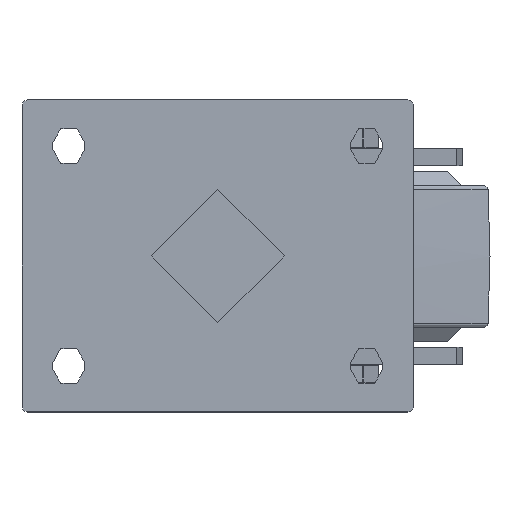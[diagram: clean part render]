
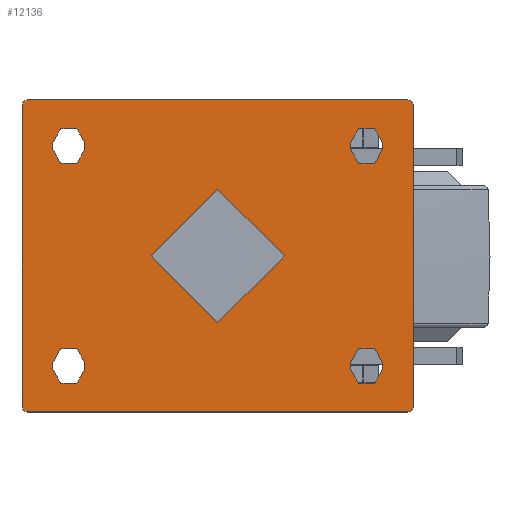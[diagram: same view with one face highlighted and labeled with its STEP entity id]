
A CAD part, top view. The second image highlights one B-rep face of the part: STEP entity #12136.
In plain terms, the highlighted planar face has unit normal (0, 0, 1).
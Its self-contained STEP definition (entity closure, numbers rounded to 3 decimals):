
#434=FACE_BOUND('',#1742,.T.);
#435=FACE_BOUND('',#1743,.T.);
#436=FACE_BOUND('',#1744,.T.);
#437=FACE_BOUND('',#1745,.T.);
#438=FACE_BOUND('',#1746,.T.);
#531=PLANE('',#13067);
#1014=FACE_OUTER_BOUND('',#1741,.T.);
#1741=EDGE_LOOP('',(#8426,#8427,#8428,#8429,#8430,#8431,#8432,#8433));
#1742=EDGE_LOOP('',(#8434));
#1743=EDGE_LOOP('',(#8435,#8436,#8437,#8438));
#1744=EDGE_LOOP('',(#8439,#8440,#8441,#8442));
#1745=EDGE_LOOP('',(#8443,#8444,#8445,#8446));
#1746=EDGE_LOOP('',(#8447,#8448,#8449,#8450));
#2537=CIRCLE('',#13052,23.5);
#2542=CIRCLE('',#13068,2.);
#2543=CIRCLE('',#13069,2.);
#2544=CIRCLE('',#13070,2.);
#2545=CIRCLE('',#13071,2.);
#2546=CIRCLE('',#13072,5.625);
#2547=CIRCLE('',#13073,5.625);
#2548=CIRCLE('',#13074,5.625);
#2549=CIRCLE('',#13075,5.625);
#2550=CIRCLE('',#13076,5.625);
#2551=CIRCLE('',#13077,5.625);
#2552=CIRCLE('',#13078,5.625);
#2553=CIRCLE('',#13079,5.625);
#3578=LINE('',#23341,#4369);
#3579=LINE('',#23345,#4370);
#3580=LINE('',#23349,#4371);
#3581=LINE('',#23352,#4372);
#3582=LINE('',#23355,#4373);
#3583=LINE('',#23359,#4374);
#3584=LINE('',#23363,#4375);
#3585=LINE('',#23367,#4376);
#3586=LINE('',#23371,#4377);
#3587=LINE('',#23375,#4378);
#3588=LINE('',#23379,#4379);
#3589=LINE('',#23383,#4380);
#4369=VECTOR('',#14367,1000.);
#4370=VECTOR('',#14370,1000.);
#4371=VECTOR('',#14373,1000.);
#4372=VECTOR('',#14376,1000.);
#4373=VECTOR('',#14377,1000.);
#4374=VECTOR('',#14380,1000.);
#4375=VECTOR('',#14383,1000.);
#4376=VECTOR('',#14386,1000.);
#4377=VECTOR('',#14389,1000.);
#4378=VECTOR('',#14392,1000.);
#4379=VECTOR('',#14395,1000.);
#4380=VECTOR('',#14398,1000.);
#5178=VERTEX_POINT('',#19225);
#5226=VERTEX_POINT('',#23337);
#5227=VERTEX_POINT('',#23338);
#5228=VERTEX_POINT('',#23340);
#5229=VERTEX_POINT('',#23342);
#5230=VERTEX_POINT('',#23344);
#5231=VERTEX_POINT('',#23346);
#5232=VERTEX_POINT('',#23348);
#5233=VERTEX_POINT('',#23350);
#5234=VERTEX_POINT('',#23353);
#5235=VERTEX_POINT('',#23354);
#5236=VERTEX_POINT('',#23356);
#5237=VERTEX_POINT('',#23358);
#5238=VERTEX_POINT('',#23361);
#5239=VERTEX_POINT('',#23362);
#5240=VERTEX_POINT('',#23364);
#5241=VERTEX_POINT('',#23366);
#5242=VERTEX_POINT('',#23369);
#5243=VERTEX_POINT('',#23370);
#5244=VERTEX_POINT('',#23372);
#5245=VERTEX_POINT('',#23374);
#5246=VERTEX_POINT('',#23377);
#5247=VERTEX_POINT('',#23378);
#5248=VERTEX_POINT('',#23380);
#5249=VERTEX_POINT('',#23382);
#6388=EDGE_CURVE('',#5178,#5178,#2537,.T.);
#6464=EDGE_CURVE('',#5226,#5227,#2542,.T.);
#6465=EDGE_CURVE('',#5228,#5226,#3578,.T.);
#6466=EDGE_CURVE('',#5229,#5228,#2543,.T.);
#6467=EDGE_CURVE('',#5230,#5229,#3579,.T.);
#6468=EDGE_CURVE('',#5231,#5230,#2544,.T.);
#6469=EDGE_CURVE('',#5232,#5231,#3580,.T.);
#6470=EDGE_CURVE('',#5232,#5233,#2545,.T.);
#6471=EDGE_CURVE('',#5227,#5233,#3581,.T.);
#6472=EDGE_CURVE('',#5234,#5235,#3582,.T.);
#6473=EDGE_CURVE('',#5235,#5236,#2546,.T.);
#6474=EDGE_CURVE('',#5236,#5237,#3583,.T.);
#6475=EDGE_CURVE('',#5237,#5234,#2547,.T.);
#6476=EDGE_CURVE('',#5238,#5239,#3584,.T.);
#6477=EDGE_CURVE('',#5239,#5240,#2548,.T.);
#6478=EDGE_CURVE('',#5240,#5241,#3585,.T.);
#6479=EDGE_CURVE('',#5241,#5238,#2549,.T.);
#6480=EDGE_CURVE('',#5242,#5243,#3586,.T.);
#6481=EDGE_CURVE('',#5243,#5244,#2550,.T.);
#6482=EDGE_CURVE('',#5244,#5245,#3587,.T.);
#6483=EDGE_CURVE('',#5245,#5242,#2551,.T.);
#6484=EDGE_CURVE('',#5246,#5247,#3588,.T.);
#6485=EDGE_CURVE('',#5247,#5248,#2552,.T.);
#6486=EDGE_CURVE('',#5248,#5249,#3589,.T.);
#6487=EDGE_CURVE('',#5249,#5246,#2553,.T.);
#8426=ORIENTED_EDGE('',*,*,#6464,.F.);
#8427=ORIENTED_EDGE('',*,*,#6465,.F.);
#8428=ORIENTED_EDGE('',*,*,#6466,.F.);
#8429=ORIENTED_EDGE('',*,*,#6467,.F.);
#8430=ORIENTED_EDGE('',*,*,#6468,.F.);
#8431=ORIENTED_EDGE('',*,*,#6469,.F.);
#8432=ORIENTED_EDGE('',*,*,#6470,.T.);
#8433=ORIENTED_EDGE('',*,*,#6471,.F.);
#8434=ORIENTED_EDGE('',*,*,#6388,.T.);
#8435=ORIENTED_EDGE('',*,*,#6472,.T.);
#8436=ORIENTED_EDGE('',*,*,#6473,.T.);
#8437=ORIENTED_EDGE('',*,*,#6474,.T.);
#8438=ORIENTED_EDGE('',*,*,#6475,.T.);
#8439=ORIENTED_EDGE('',*,*,#6476,.T.);
#8440=ORIENTED_EDGE('',*,*,#6477,.T.);
#8441=ORIENTED_EDGE('',*,*,#6478,.T.);
#8442=ORIENTED_EDGE('',*,*,#6479,.T.);
#8443=ORIENTED_EDGE('',*,*,#6480,.T.);
#8444=ORIENTED_EDGE('',*,*,#6481,.T.);
#8445=ORIENTED_EDGE('',*,*,#6482,.T.);
#8446=ORIENTED_EDGE('',*,*,#6483,.T.);
#8447=ORIENTED_EDGE('',*,*,#6484,.T.);
#8448=ORIENTED_EDGE('',*,*,#6485,.T.);
#8449=ORIENTED_EDGE('',*,*,#6486,.T.);
#8450=ORIENTED_EDGE('',*,*,#6487,.T.);
#12136=ADVANCED_FACE('',(#1014,#434,#435,#436,#437,#438),#531,.T.);
#13052=AXIS2_PLACEMENT_3D('',#19226,#14328,#14329);
#13067=AXIS2_PLACEMENT_3D('',#23336,#14363,#14364);
#13068=AXIS2_PLACEMENT_3D('',#23339,#14365,#14366);
#13069=AXIS2_PLACEMENT_3D('',#23343,#14368,#14369);
#13070=AXIS2_PLACEMENT_3D('',#23347,#14371,#14372);
#13071=AXIS2_PLACEMENT_3D('',#23351,#14374,#14375);
#13072=AXIS2_PLACEMENT_3D('',#23357,#14378,#14379);
#13073=AXIS2_PLACEMENT_3D('',#23360,#14381,#14382);
#13074=AXIS2_PLACEMENT_3D('',#23365,#14384,#14385);
#13075=AXIS2_PLACEMENT_3D('',#23368,#14387,#14388);
#13076=AXIS2_PLACEMENT_3D('',#23373,#14390,#14391);
#13077=AXIS2_PLACEMENT_3D('',#23376,#14393,#14394);
#13078=AXIS2_PLACEMENT_3D('',#23381,#14396,#14397);
#13079=AXIS2_PLACEMENT_3D('',#23384,#14399,#14400);
#14328=DIRECTION('center_axis',(0.,0.,-1.));
#14329=DIRECTION('ref_axis',(1.,0.,0.));
#14363=DIRECTION('center_axis',(0.,0.,1.));
#14364=DIRECTION('ref_axis',(1.,0.,0.));
#14365=DIRECTION('center_axis',(0.,0.,-1.));
#14366=DIRECTION('ref_axis',(0.,-1.,0.));
#14367=DIRECTION('',(-1.,0.,0.));
#14368=DIRECTION('center_axis',(0.,0.,-1.));
#14369=DIRECTION('ref_axis',(1.,0.,0.));
#14370=DIRECTION('',(0.,-1.,0.));
#14371=DIRECTION('center_axis',(0.,0.,-1.));
#14372=DIRECTION('ref_axis',(0.,1.,0.));
#14373=DIRECTION('',(1.,0.,0.));
#14374=DIRECTION('center_axis',(0.,0.,1.));
#14375=DIRECTION('ref_axis',(0.,1.,0.));
#14376=DIRECTION('',(0.,1.,0.));
#14377=DIRECTION('',(0.,1.,0.));
#14378=DIRECTION('center_axis',(0.,0.,-1.));
#14379=DIRECTION('ref_axis',(-1.,0.,0.));
#14380=DIRECTION('',(0.,-1.,0.));
#14381=DIRECTION('center_axis',(0.,0.,-1.));
#14382=DIRECTION('ref_axis',(-1.,0.,0.));
#14383=DIRECTION('',(0.,-1.,0.));
#14384=DIRECTION('center_axis',(0.,0.,-1.));
#14385=DIRECTION('ref_axis',(-1.,0.,0.));
#14386=DIRECTION('',(0.,1.,0.));
#14387=DIRECTION('center_axis',(0.,0.,-1.));
#14388=DIRECTION('ref_axis',(-1.,0.,0.));
#14389=DIRECTION('',(0.,1.,0.));
#14390=DIRECTION('center_axis',(0.,0.,-1.));
#14391=DIRECTION('ref_axis',(1.,0.,0.));
#14392=DIRECTION('',(0.,-1.,0.));
#14393=DIRECTION('center_axis',(0.,0.,-1.));
#14394=DIRECTION('ref_axis',(1.,0.,0.));
#14395=DIRECTION('',(0.,-1.,0.));
#14396=DIRECTION('center_axis',(0.,0.,-1.));
#14397=DIRECTION('ref_axis',(1.,0.,0.));
#14398=DIRECTION('',(0.,1.,0.));
#14399=DIRECTION('center_axis',(0.,0.,-1.));
#14400=DIRECTION('ref_axis',(1.,0.,0.));
#19225=CARTESIAN_POINT('',(-23.5,0.,0.));
#19226=CARTESIAN_POINT('Origin',(0.,0.,0.));
#23336=CARTESIAN_POINT('Origin',(0.,0.,0.));
#23337=CARTESIAN_POINT('',(-67.,-55.,0.));
#23338=CARTESIAN_POINT('',(-69.,-53.,0.));
#23339=CARTESIAN_POINT('Origin',(-67.,-53.,0.));
#23340=CARTESIAN_POINT('',(67.,-55.,0.));
#23341=CARTESIAN_POINT('',(67.,-55.,0.));
#23342=CARTESIAN_POINT('',(69.,-53.,0.));
#23343=CARTESIAN_POINT('Origin',(67.,-53.,0.));
#23344=CARTESIAN_POINT('',(69.,53.,0.));
#23345=CARTESIAN_POINT('',(69.,53.,0.));
#23346=CARTESIAN_POINT('',(67.,55.,0.));
#23347=CARTESIAN_POINT('Origin',(67.,53.,0.));
#23348=CARTESIAN_POINT('',(-67.,55.,0.));
#23349=CARTESIAN_POINT('',(-67.,55.,0.));
#23350=CARTESIAN_POINT('',(-69.,53.,0.));
#23351=CARTESIAN_POINT('Origin',(-67.,53.,0.));
#23352=CARTESIAN_POINT('',(-69.,-53.,0.));
#23353=CARTESIAN_POINT('',(46.875,-40.,0.));
#23354=CARTESIAN_POINT('',(46.875,-37.5,0.));
#23355=CARTESIAN_POINT('',(46.875,-37.5,0.));
#23356=CARTESIAN_POINT('',(58.125,-37.5,0.));
#23357=CARTESIAN_POINT('Origin',(52.5,-37.5,0.));
#23358=CARTESIAN_POINT('',(58.125,-40.,0.));
#23359=CARTESIAN_POINT('',(58.125,-37.5,0.));
#23360=CARTESIAN_POINT('Origin',(52.5,-40.,0.));
#23361=CARTESIAN_POINT('',(58.125,40.,0.));
#23362=CARTESIAN_POINT('',(58.125,37.5,0.));
#23363=CARTESIAN_POINT('',(58.125,37.5,0.));
#23364=CARTESIAN_POINT('',(46.875,37.5,0.));
#23365=CARTESIAN_POINT('Origin',(52.5,37.5,0.));
#23366=CARTESIAN_POINT('',(46.875,40.,0.));
#23367=CARTESIAN_POINT('',(46.875,37.5,0.));
#23368=CARTESIAN_POINT('Origin',(52.5,40.,0.));
#23369=CARTESIAN_POINT('',(-58.125,-40.,0.));
#23370=CARTESIAN_POINT('',(-58.125,-37.5,0.));
#23371=CARTESIAN_POINT('',(-58.125,-37.5,0.));
#23372=CARTESIAN_POINT('',(-46.875,-37.5,0.));
#23373=CARTESIAN_POINT('Origin',(-52.5,-37.5,0.));
#23374=CARTESIAN_POINT('',(-46.875,-40.,0.));
#23375=CARTESIAN_POINT('',(-46.875,-37.5,0.));
#23376=CARTESIAN_POINT('Origin',(-52.5,-40.,0.));
#23377=CARTESIAN_POINT('',(-46.875,40.,0.));
#23378=CARTESIAN_POINT('',(-46.875,37.5,0.));
#23379=CARTESIAN_POINT('',(-46.875,37.5,0.));
#23380=CARTESIAN_POINT('',(-58.125,37.5,0.));
#23381=CARTESIAN_POINT('Origin',(-52.5,37.5,0.));
#23382=CARTESIAN_POINT('',(-58.125,40.,0.));
#23383=CARTESIAN_POINT('',(-58.125,37.5,0.));
#23384=CARTESIAN_POINT('Origin',(-52.5,40.,0.));
